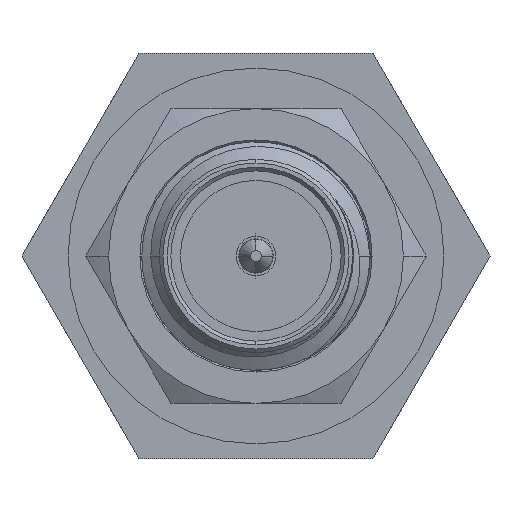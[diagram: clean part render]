
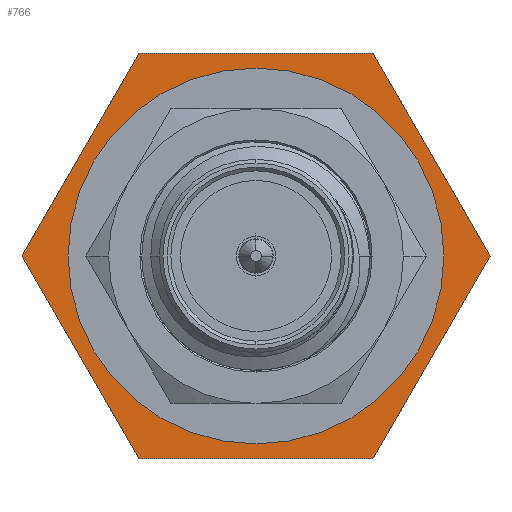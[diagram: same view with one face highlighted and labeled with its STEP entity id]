
A CAD part, left-side view. The second image highlights one B-rep face of the part: STEP entity #766.
In plain terms, the highlighted planar face has unit normal (-1, 0, 0).
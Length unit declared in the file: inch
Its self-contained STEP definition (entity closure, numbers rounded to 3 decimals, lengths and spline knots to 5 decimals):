
#193 = CARTESIAN_POINT ( 'NONE',  ( 0.43307, -0.12502, -0.21654 ) ) ;
#449 = DIRECTION ( 'NONE',  ( 0., 0., -1. ) ) ;
#560 = CARTESIAN_POINT ( 'NONE',  ( 0.43307, -0.25003, 0. ) ) ;
#571 = VERTEX_POINT ( 'NONE', #4742 ) ;
#720 = EDGE_LOOP ( 'NONE', ( #3813, #2729, #7674, #1998, #6627, #4270 ) ) ;
#734 = CARTESIAN_POINT ( 'NONE',  ( 0.43307, 0., 0. ) ) ;
#766 = ADVANCED_FACE ( 'NONE', ( #7290, #6082 ), #8025, .T. ) ;
#1053 = CARTESIAN_POINT ( 'NONE',  ( 0.43307, -0.12502, 0.21654 ) ) ;
#1093 = LINE ( 'NONE', #5109, #3988 ) ;
#1263 = VERTEX_POINT ( 'NONE', #6764 ) ;
#1404 = CARTESIAN_POINT ( 'NONE',  ( 0.43307, 0., -0.18504 ) ) ;
#1420 = DIRECTION ( 'NONE',  ( 0., 0., 1. ) ) ;
#1421 = DIRECTION ( 'NONE',  ( 0., -1., 0. ) ) ;
#1474 = DIRECTION ( 'NONE',  ( 0., 0.5, 0.866 ) ) ;
#1505 = LINE ( 'NONE', #6026, #3753 ) ;
#1548 = LINE ( 'NONE', #193, #5245 ) ;
#1998 = ORIENTED_EDGE ( 'NONE', *, *, #5741, .F. ) ;
#2104 = CARTESIAN_POINT ( 'NONE',  ( 0.43307, -0.12502, 0.21654 ) ) ;
#2159 = CARTESIAN_POINT ( 'NONE',  ( 0.43307, 0., 0. ) ) ;
#2333 = VECTOR ( 'NONE', #7584, 39.37008 ) ;
#2373 = VERTEX_POINT ( 'NONE', #5582 ) ;
#2391 = CARTESIAN_POINT ( 'NONE',  ( 0.43307, 0.12502, -0.21654 ) ) ;
#2692 = EDGE_CURVE ( 'NONE', #7057, #2373, #4724, .T. ) ;
#2729 = ORIENTED_EDGE ( 'NONE', *, *, #5819, .F. ) ;
#3012 = VECTOR ( 'NONE', #1474, 39.37008 ) ;
#3180 = VERTEX_POINT ( 'NONE', #1404 ) ;
#3255 = VERTEX_POINT ( 'NONE', #7261 ) ;
#3364 = DIRECTION ( 'NONE',  ( 0., 0., 1. ) ) ;
#3391 = DIRECTION ( 'NONE',  ( 0., 1., 0. ) ) ;
#3477 = DIRECTION ( 'NONE',  ( 0., -0.5, -0.866 ) ) ;
#3615 = CARTESIAN_POINT ( 'NONE',  ( 0.43307, -0.25003, 0. ) ) ;
#3658 = VERTEX_POINT ( 'NONE', #1053 ) ;
#3753 = VECTOR ( 'NONE', #1421, 39.37008 ) ;
#3813 = ORIENTED_EDGE ( 'NONE', *, *, #2692, .F. ) ;
#3832 = DIRECTION ( 'NONE',  ( 0., -0.5, 0.866 ) ) ;
#3988 = VECTOR ( 'NONE', #3832, 39.37008 ) ;
#4033 = EDGE_CURVE ( 'NONE', #6820, #3255, #8185, .T. ) ;
#4103 = EDGE_CURVE ( 'NONE', #3180, #1263, #4181, .T. ) ;
#4136 = CIRCLE ( 'NONE', #4957, 0.18504 ) ;
#4181 = CIRCLE ( 'NONE', #4862, 0.18504 ) ;
#4270 = ORIENTED_EDGE ( 'NONE', *, *, #7367, .F. ) ;
#4562 = VECTOR ( 'NONE', #3477, 39.37008 ) ;
#4724 = LINE ( 'NONE', #7330, #3012 ) ;
#4742 = CARTESIAN_POINT ( 'NONE',  ( 0.43307, 0.12502, 0.21654 ) ) ;
#4862 = AXIS2_PLACEMENT_3D ( 'NONE', #4931, #6293, #449 ) ;
#4931 = CARTESIAN_POINT ( 'NONE',  ( 0.43307, 0., 0. ) ) ;
#4957 = AXIS2_PLACEMENT_3D ( 'NONE', #734, #6504, #1420 ) ;
#5109 = CARTESIAN_POINT ( 'NONE',  ( 0.43307, 0.25003, 0. ) ) ;
#5245 = VECTOR ( 'NONE', #3391, 39.37008 ) ;
#5439 = DIRECTION ( 'NONE',  ( -1., 0., 0. ) ) ;
#5582 = CARTESIAN_POINT ( 'NONE',  ( 0.43307, 0.25003, 0. ) ) ;
#5664 = ORIENTED_EDGE ( 'NONE', *, *, #8142, .F. ) ;
#5741 = EDGE_CURVE ( 'NONE', #3658, #6820, #7360, .T. ) ;
#5819 = EDGE_CURVE ( 'NONE', #3255, #7057, #1548, .T. ) ;
#5828 = AXIS2_PLACEMENT_3D ( 'NONE', #2159, #5439, #3364 ) ;
#5846 = EDGE_CURVE ( 'NONE', #571, #3658, #1505, .T. ) ;
#6026 = CARTESIAN_POINT ( 'NONE',  ( 0.43307, 0.12502, 0.21654 ) ) ;
#6082 = FACE_OUTER_BOUND ( 'NONE', #720, .T. ) ;
#6293 = DIRECTION ( 'NONE',  ( -1., 0., 0. ) ) ;
#6344 = EDGE_LOOP ( 'NONE', ( #7789, #5664 ) ) ;
#6504 = DIRECTION ( 'NONE',  ( -1., 0., 0. ) ) ;
#6627 = ORIENTED_EDGE ( 'NONE', *, *, #5846, .F. ) ;
#6764 = CARTESIAN_POINT ( 'NONE',  ( 0.43307, 0., 0.18504 ) ) ;
#6820 = VERTEX_POINT ( 'NONE', #560 ) ;
#7057 = VERTEX_POINT ( 'NONE', #2391 ) ;
#7261 = CARTESIAN_POINT ( 'NONE',  ( 0.43307, -0.12502, -0.21654 ) ) ;
#7290 = FACE_BOUND ( 'NONE', #6344, .T. ) ;
#7330 = CARTESIAN_POINT ( 'NONE',  ( 0.43307, 0.12502, -0.21654 ) ) ;
#7360 = LINE ( 'NONE', #2104, #4562 ) ;
#7367 = EDGE_CURVE ( 'NONE', #2373, #571, #1093, .T. ) ;
#7584 = DIRECTION ( 'NONE',  ( 0., 0.5, -0.866 ) ) ;
#7674 = ORIENTED_EDGE ( 'NONE', *, *, #4033, .F. ) ;
#7789 = ORIENTED_EDGE ( 'NONE', *, *, #4103, .F. ) ;
#8025 = PLANE ( 'NONE',  #5828 ) ;
#8142 = EDGE_CURVE ( 'NONE', #1263, #3180, #4136, .T. ) ;
#8185 = LINE ( 'NONE', #3615, #2333 ) ;
